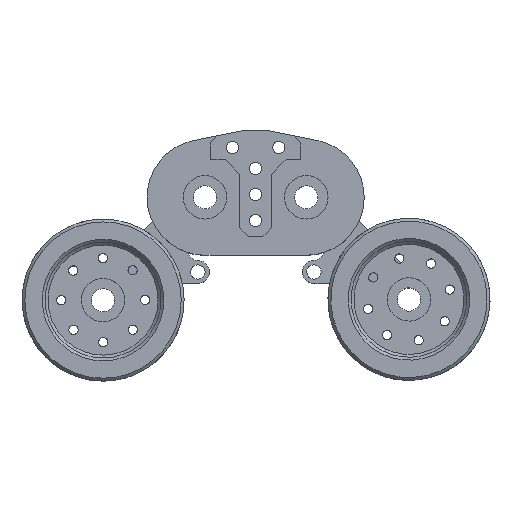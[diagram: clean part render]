
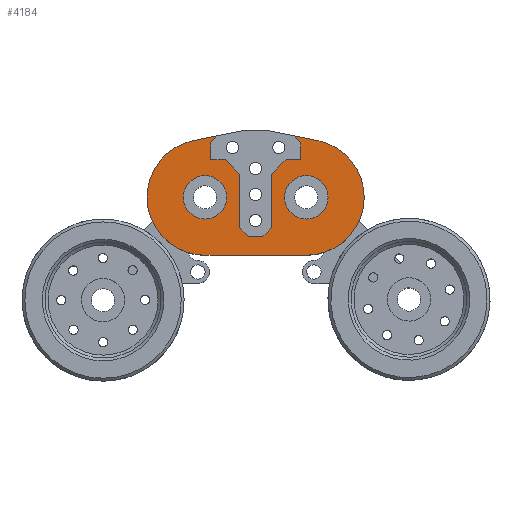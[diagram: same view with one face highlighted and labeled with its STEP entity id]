
A CAD part, top view. The second image highlights one B-rep face of the part: STEP entity #4184.
In plain terms, the highlighted face is planar.
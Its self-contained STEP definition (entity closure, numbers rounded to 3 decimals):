
#132=FACE_BOUND('',#977,.T.);
#133=FACE_BOUND('',#978,.T.);
#291=CIRCLE('',#4645,20.);
#292=CIRCLE('',#4646,20.);
#293=CIRCLE('',#4647,7.5);
#294=CIRCLE('',#4648,7.5);
#669=FACE_OUTER_BOUND('',#976,.T.);
#976=EDGE_LOOP('',(#3445,#3446,#3447,#3448,#3449,#3450,#3451,#3452,#3453,
#3454,#3455,#3456,#3457,#3458,#3459,#3460,#3461,#3462));
#977=EDGE_LOOP('',(#3463));
#978=EDGE_LOOP('',(#3464));
#1254=LINE('',#6583,#1596);
#1258=LINE('',#6591,#1600);
#1261=LINE('',#6597,#1603);
#1264=LINE('',#6603,#1606);
#1267=LINE('',#6609,#1609);
#1270=LINE('',#6615,#1612);
#1273=LINE('',#6621,#1615);
#1276=LINE('',#6627,#1618);
#1279=LINE('',#6633,#1621);
#1282=LINE('',#6639,#1624);
#1285=LINE('',#6645,#1627);
#1288=LINE('',#6651,#1630);
#1291=LINE('',#6657,#1633);
#1303=LINE('',#6690,#1645);
#1306=LINE('',#6697,#1648);
#1391=LINE('',#6933,#1733);
#1596=VECTOR('',#5299,10.);
#1600=VECTOR('',#5305,10.);
#1603=VECTOR('',#5310,10.);
#1606=VECTOR('',#5315,10.);
#1609=VECTOR('',#5320,10.);
#1612=VECTOR('',#5325,10.);
#1615=VECTOR('',#5330,10.);
#1618=VECTOR('',#5335,10.);
#1621=VECTOR('',#5340,10.);
#1624=VECTOR('',#5345,10.);
#1627=VECTOR('',#5350,10.);
#1630=VECTOR('',#5355,10.);
#1633=VECTOR('',#5360,10.);
#1645=VECTOR('',#5386,10.);
#1648=VECTOR('',#5393,10.);
#1733=VECTOR('',#5638,10.);
#1941=VERTEX_POINT('',#6581);
#1942=VERTEX_POINT('',#6582);
#1945=VERTEX_POINT('',#6590);
#1947=VERTEX_POINT('',#6596);
#1949=VERTEX_POINT('',#6602);
#1951=VERTEX_POINT('',#6608);
#1953=VERTEX_POINT('',#6614);
#1955=VERTEX_POINT('',#6620);
#1957=VERTEX_POINT('',#6626);
#1959=VERTEX_POINT('',#6632);
#1961=VERTEX_POINT('',#6638);
#1963=VERTEX_POINT('',#6644);
#1965=VERTEX_POINT('',#6650);
#1967=VERTEX_POINT('',#6656);
#1981=VERTEX_POINT('',#6688);
#1983=VERTEX_POINT('',#6696);
#2053=VERTEX_POINT('',#6930);
#2054=VERTEX_POINT('',#6932);
#2055=VERTEX_POINT('',#6935);
#2056=VERTEX_POINT('',#6937);
#2377=EDGE_CURVE('',#1941,#1942,#1254,.T.);
#2381=EDGE_CURVE('',#1945,#1941,#1258,.T.);
#2384=EDGE_CURVE('',#1947,#1945,#1261,.T.);
#2387=EDGE_CURVE('',#1949,#1947,#1264,.T.);
#2390=EDGE_CURVE('',#1951,#1949,#1267,.T.);
#2393=EDGE_CURVE('',#1953,#1951,#1270,.T.);
#2396=EDGE_CURVE('',#1955,#1953,#1273,.T.);
#2399=EDGE_CURVE('',#1957,#1955,#1276,.T.);
#2402=EDGE_CURVE('',#1959,#1957,#1279,.T.);
#2405=EDGE_CURVE('',#1961,#1959,#1282,.T.);
#2408=EDGE_CURVE('',#1963,#1961,#1285,.T.);
#2411=EDGE_CURVE('',#1965,#1963,#1288,.T.);
#2414=EDGE_CURVE('',#1967,#1965,#1291,.T.);
#2431=EDGE_CURVE('',#1942,#1981,#1303,.T.);
#2434=EDGE_CURVE('',#1983,#1967,#1306,.T.);
#2548=EDGE_CURVE('',#1981,#2053,#291,.T.);
#2549=EDGE_CURVE('',#2053,#2054,#1391,.T.);
#2550=EDGE_CURVE('',#2054,#1983,#292,.T.);
#2551=EDGE_CURVE('',#2055,#2055,#293,.T.);
#2552=EDGE_CURVE('',#2056,#2056,#294,.T.);
#3445=ORIENTED_EDGE('',*,*,#2377,.T.);
#3446=ORIENTED_EDGE('',*,*,#2431,.T.);
#3447=ORIENTED_EDGE('',*,*,#2548,.T.);
#3448=ORIENTED_EDGE('',*,*,#2549,.T.);
#3449=ORIENTED_EDGE('',*,*,#2550,.T.);
#3450=ORIENTED_EDGE('',*,*,#2434,.T.);
#3451=ORIENTED_EDGE('',*,*,#2414,.T.);
#3452=ORIENTED_EDGE('',*,*,#2411,.T.);
#3453=ORIENTED_EDGE('',*,*,#2408,.T.);
#3454=ORIENTED_EDGE('',*,*,#2405,.T.);
#3455=ORIENTED_EDGE('',*,*,#2402,.T.);
#3456=ORIENTED_EDGE('',*,*,#2399,.T.);
#3457=ORIENTED_EDGE('',*,*,#2396,.T.);
#3458=ORIENTED_EDGE('',*,*,#2393,.T.);
#3459=ORIENTED_EDGE('',*,*,#2390,.T.);
#3460=ORIENTED_EDGE('',*,*,#2387,.T.);
#3461=ORIENTED_EDGE('',*,*,#2384,.T.);
#3462=ORIENTED_EDGE('',*,*,#2381,.T.);
#3463=ORIENTED_EDGE('',*,*,#2551,.T.);
#3464=ORIENTED_EDGE('',*,*,#2552,.T.);
#4002=PLANE('',#4644);
#4184=ADVANCED_FACE('',(#669,#132,#133),#4002,.T.);
#4644=AXIS2_PLACEMENT_3D('',#6929,#5634,#5635);
#4645=AXIS2_PLACEMENT_3D('',#6931,#5636,#5637);
#4646=AXIS2_PLACEMENT_3D('',#6934,#5639,#5640);
#4647=AXIS2_PLACEMENT_3D('',#6936,#5641,#5642);
#4648=AXIS2_PLACEMENT_3D('',#6938,#5643,#5644);
#5299=DIRECTION('',(-0.632,0.775,0.));
#5305=DIRECTION('',(0.,1.,0.));
#5310=DIRECTION('',(1.,0.,0.));
#5315=DIRECTION('',(0.707,0.707,0.));
#5320=DIRECTION('',(0.,1.,0.));
#5325=DIRECTION('',(0.707,0.707,0.));
#5330=DIRECTION('',(1.,0.,0.));
#5335=DIRECTION('',(0.707,-0.707,0.));
#5340=DIRECTION('',(0.,-1.,0.));
#5345=DIRECTION('',(0.707,-0.707,0.));
#5350=DIRECTION('',(1.,0.,0.));
#5355=DIRECTION('',(0.,-1.,0.));
#5360=DIRECTION('',(-0.632,-0.775,0.));
#5386=DIRECTION('',(0.98,-0.201,0.));
#5393=DIRECTION('',(0.98,0.201,0.));
#5634=DIRECTION('center_axis',(0.,0.,-1.));
#5635=DIRECTION('ref_axis',(-1.,0.,0.));
#5636=DIRECTION('center_axis',(0.,0.,-1.));
#5637=DIRECTION('ref_axis',(0.201,0.98,0.));
#5638=DIRECTION('',(-1.,0.,0.));
#5639=DIRECTION('center_axis',(0.,0.,-1.));
#5640=DIRECTION('ref_axis',(0.,-1.,0.));
#5641=DIRECTION('center_axis',(0.,0.,1.));
#5642=DIRECTION('ref_axis',(1.,0.,0.));
#5643=DIRECTION('center_axis',(0.,0.,1.));
#5644=DIRECTION('ref_axis',(1.,0.,0.));
#6581=CARTESIAN_POINT('',(15.5,18.825,-3.));
#6582=CARTESIAN_POINT('',(13.541,21.226,-3.));
#6583=CARTESIAN_POINT('',(16.523,17.571,-3.));
#6590=CARTESIAN_POINT('',(15.5,13.,-3.));
#6591=CARTESIAN_POINT('',(15.5,7.5,-3.));
#6596=CARTESIAN_POINT('',(10.5,13.,-3.));
#6597=CARTESIAN_POINT('',(5.25,13.,-3.));
#6602=CARTESIAN_POINT('',(5.5,8.,-3.));
#6603=CARTESIAN_POINT('',(2.625,5.125,-3.));
#6608=CARTESIAN_POINT('',(5.5,-10.5,-3.));
#6609=CARTESIAN_POINT('',(5.5,-4.25,-3.));
#6614=CARTESIAN_POINT('',(2.5,-13.5,-3.));
#6615=CARTESIAN_POINT('',(5.75,-10.25,-3.));
#6620=CARTESIAN_POINT('',(-2.5,-13.5,-3.));
#6621=CARTESIAN_POINT('',(-1.25,-13.5,-3.));
#6626=CARTESIAN_POINT('',(-5.5,-10.5,-3.));
#6627=CARTESIAN_POINT('',(-7.25,-8.75,-3.));
#6632=CARTESIAN_POINT('',(-5.5,8.,-3.));
#6633=CARTESIAN_POINT('',(-5.5,5.,-3.));
#6638=CARTESIAN_POINT('',(-10.5,13.,-3.));
#6639=CARTESIAN_POINT('',(-5.125,7.625,-3.));
#6644=CARTESIAN_POINT('',(-15.5,13.,-3.));
#6645=CARTESIAN_POINT('',(-7.75,13.,-3.));
#6650=CARTESIAN_POINT('',(-15.5,18.825,-3.));
#6651=CARTESIAN_POINT('',(-15.5,10.412,-3.));
#6656=CARTESIAN_POINT('',(-13.541,21.226,-3.));
#6657=CARTESIAN_POINT('',(-15.544,18.771,-3.));
#6688=CARTESIAN_POINT('',(21.513,19.593,-3.));
#6690=CARTESIAN_POINT('',(0.,24.,-3.));
#6696=CARTESIAN_POINT('',(-21.513,19.593,-3.));
#6697=CARTESIAN_POINT('',(-21.513,19.593,-3.));
#6929=CARTESIAN_POINT('Origin',(0.,2.,-3.));
#6930=CARTESIAN_POINT('',(17.5,-20.,-3.));
#6931=CARTESIAN_POINT('Origin',(17.5,0.,-3.));
#6932=CARTESIAN_POINT('',(-17.5,-20.,-3.));
#6933=CARTESIAN_POINT('',(17.5,-20.,-3.));
#6934=CARTESIAN_POINT('Origin',(-17.5,0.,-3.));
#6935=CARTESIAN_POINT('',(10.,0.,-3.));
#6936=CARTESIAN_POINT('Origin',(17.5,0.,-3.));
#6937=CARTESIAN_POINT('',(-25.,0.,-3.));
#6938=CARTESIAN_POINT('Origin',(-17.5,0.,-3.));
